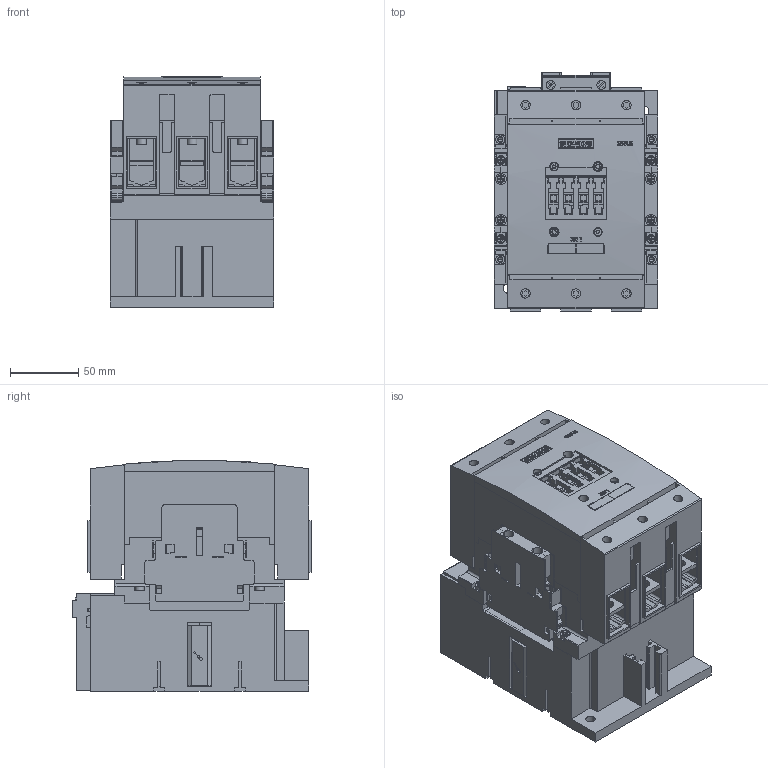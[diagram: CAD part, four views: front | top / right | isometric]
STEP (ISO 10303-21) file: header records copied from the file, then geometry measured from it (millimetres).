
FILE_DESCRIPTION(('STEP AP214'),'1');
FILE_NAME('cctmp_EB32B418-3D32-4D34-BF08-9F5327E971E7_2023_07_24_18_56_57_0385..stp','2023-07-24T16:57:00',('SIEMENS A&D'),('CADClick - www.CADClick.com'),'Spatial InterOp 3D postprocessed',' ','unknown authorization');
FILE_SCHEMA(('AUTOMOTIVE_DESIGN'));
Length unit declared in the file: millimetre
Products named in the file (3): cc_unnamed; 2023_07_24_18_56_57_0276; 2023_07_24_18_56_57_0245
Assembly tree (2 placements, depth 2):
  cc_unnamed
    2023_07_24_18_56_57_0276
    2023_07_24_18_56_57_0245
Bounding box: 120 x 175 x 169.3 mm (x, y, z)
Volume: 2217979.6 mm3; surface area: 321411.1 mm2
Topology: 2 solids, 14 shells, 3301 faces, 9634 edges, 6316 vertices
Faces by surface type: plane 2297, cylinder 838, cone 90, torus 72, sphere 4
Entity records: 122775 total; most frequent: CARTESIAN_POINT 23662, ORIENTED_EDGE 19212, DIRECTION 18052, EDGE_CURVE 9606, LINE 7120, VECTOR 7120, VERTEX_POINT 6316, AXIS2_PLACEMENT_3D 5466
